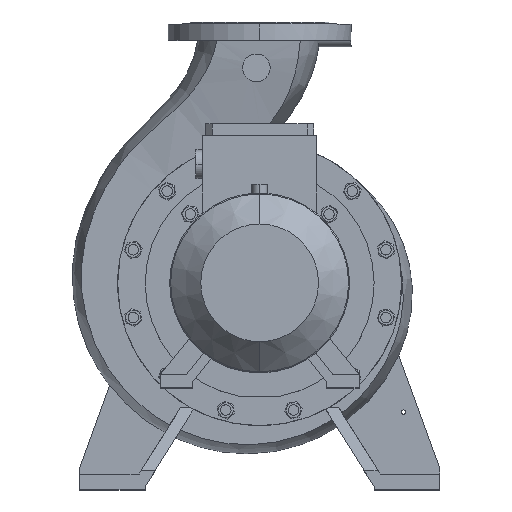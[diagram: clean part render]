
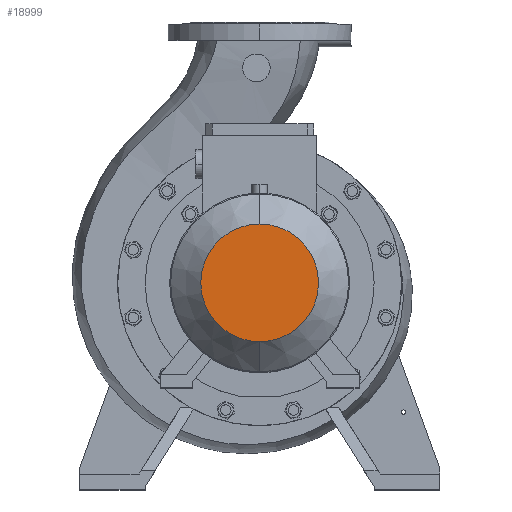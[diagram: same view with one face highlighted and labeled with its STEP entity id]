
A CAD part, top view. The second image highlights one B-rep face of the part: STEP entity #18999.
In plain terms, the highlighted planar face has unit normal (0, 0, 1).
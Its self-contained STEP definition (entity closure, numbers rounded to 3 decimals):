
#1328 = CARTESIAN_POINT ( 'NONE',  ( 0., 0., 836. ) ) ;
#8847 = AXIS2_PLACEMENT_3D ( 'NONE', #10701, #40219, #74402 ) ;
#9171 = FACE_OUTER_BOUND ( 'NONE', #19972, .T. ) ;
#10701 = CARTESIAN_POINT ( 'NONE',  ( 0., 0., 836. ) ) ;
#12823 = CIRCLE ( 'NONE', #48437, 90. ) ;
#15305 = AXIS2_PLACEMENT_3D ( 'NONE', #59476, #54146, #43232 ) ;
#16498 = ORIENTED_EDGE ( 'NONE', *, *, #34168, .F. ) ;
#16651 = ORIENTED_EDGE ( 'NONE', *, *, #39540, .F. ) ;
#18999 = ADVANCED_FACE ( 'NONE', ( #9171 ), #19759, .T. ) ;
#19759 = PLANE ( 'NONE',  #15305 ) ;
#19972 = EDGE_LOOP ( 'NONE', ( #16651, #16498 ) ) ;
#31862 = VERTEX_POINT ( 'NONE', #35822 ) ;
#34168 = EDGE_CURVE ( 'NONE', #71809, #31862, #48501, .T. ) ;
#35822 = CARTESIAN_POINT ( 'NONE',  ( 0., 90., 836. ) ) ;
#39540 = EDGE_CURVE ( 'NONE', #31862, #71809, #12823, .T. ) ;
#40219 = DIRECTION ( 'NONE',  ( 0., 0., -1. ) ) ;
#41672 = DIRECTION ( 'NONE',  ( 0., 0., -1. ) ) ;
#43232 = DIRECTION ( 'NONE',  ( 0., -1., 0. ) ) ;
#48437 = AXIS2_PLACEMENT_3D ( 'NONE', #1328, #41672, #65014 ) ;
#48501 = CIRCLE ( 'NONE', #8847, 90. ) ;
#51184 = CARTESIAN_POINT ( 'NONE',  ( 0., -90., 836. ) ) ;
#54146 = DIRECTION ( 'NONE',  ( 0., 0., 1. ) ) ;
#59476 = CARTESIAN_POINT ( 'NONE',  ( 0., 0., 836. ) ) ;
#65014 = DIRECTION ( 'NONE',  ( 0., 1., 0. ) ) ;
#71809 = VERTEX_POINT ( 'NONE', #51184 ) ;
#74402 = DIRECTION ( 'NONE',  ( 0., 1., 0. ) ) ;
